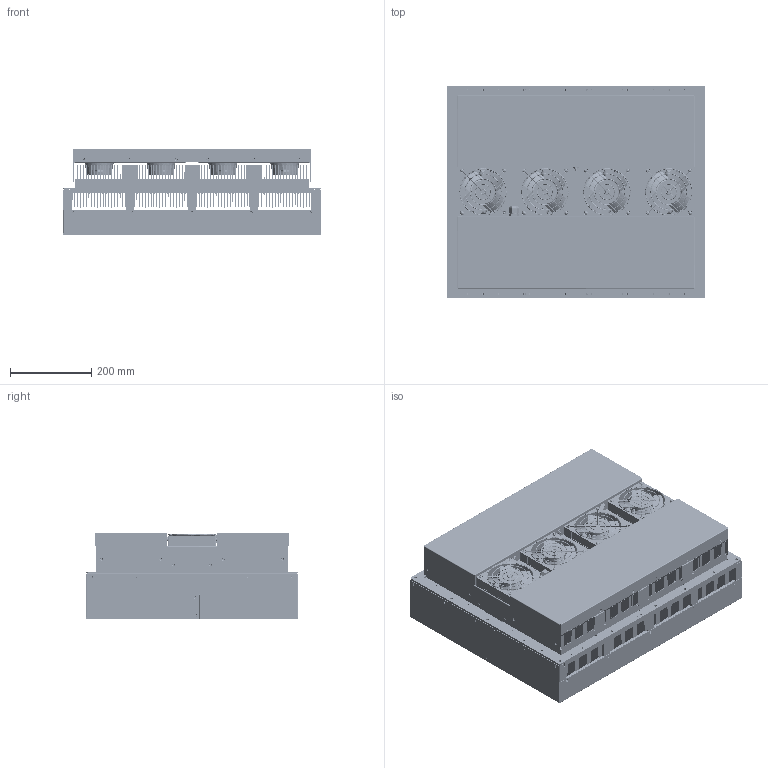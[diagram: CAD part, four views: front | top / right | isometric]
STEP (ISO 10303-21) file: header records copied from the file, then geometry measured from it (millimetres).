
FILE_DESCRIPTION (( 'STEP AP203' ), '1' );
FILE_NAME ('AHP-4200.STEP', '2016-05-11T14:46:06', ( '' ), ( '' ), 'SwSTEP 2.0', 'SolidWorks 2016', '' );
FILE_SCHEMA (( 'CONFIG_CONTROL_DESIGN' ));
Products named in the file (1): AHP-4200
Bounding box: 635.56 x 521.21 x 213.51 mm (x, y, z)
Surface area: 10984813 mm2 (no closed solid volume)
Topology: 0 solids, 384 shells, 4113 faces, 18137 edges, 13840 vertices
Faces by surface type: cylinder 1946, plane 1853, bspline 200, cone 114
Entity records: 258436 total; most frequent: CARTESIAN_POINT 125348, ORIENTED_EDGE 26302, DIRECTION 22844, EDGE_CURVE 18129, VERTEX_POINT 13836, LINE 8484, VECTOR 8484, AXIS2_PLACEMENT_3D 7180
